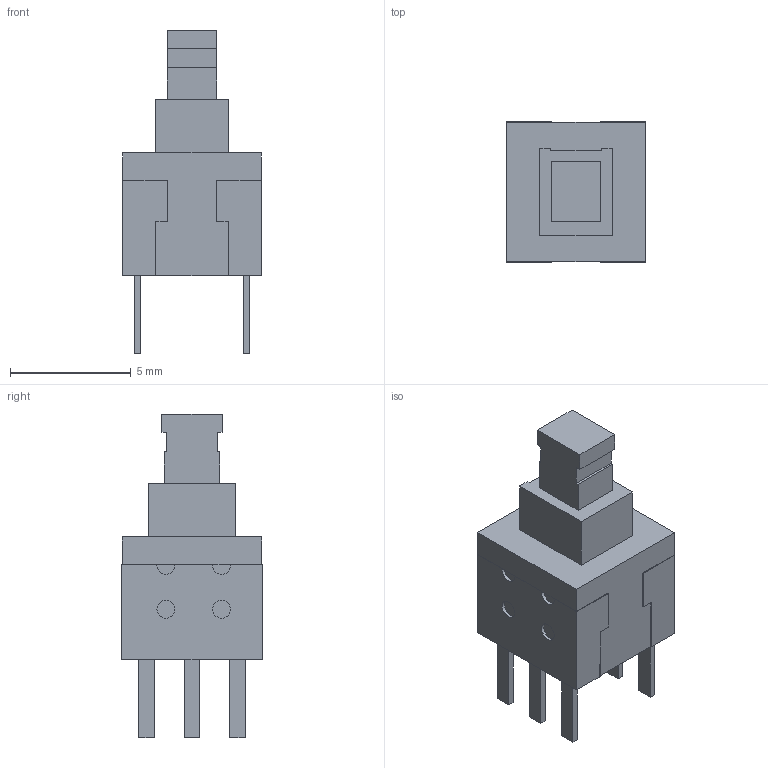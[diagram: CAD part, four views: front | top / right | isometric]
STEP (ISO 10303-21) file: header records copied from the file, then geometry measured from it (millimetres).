
FILE_DESCRIPTION(/* description */ ('Unknown'),/* implementation_level */ '2;1');
FILE_NAME(/* name */ 'Tactal Toggle Button (6 x 6 x 10mm) - Latching',/* time_stamp */ '2018-10-30T15:36:37-04:00',/* author */ ('Unknown'),/* organization */ ('Unknown'),/* preprocessor_version */ 'ST-DEVELOPER v16.7',/* originating_system */ 'DEX',/* authorisation */ $);
FILE_SCHEMA (('AUTOMOTIVE_DESIGN {1 0 10303 214 3 1 1}'));
Length unit declared in the file: millimetre
Products named in the file (1): Tactal Toggle Button (6 x 6 x 10mm) - Latching
Bounding box: 5.74 x 5.82 x 13.39 mm (x, y, z)
Volume: 205.5 mm3; surface area: 362.2 mm2
Topology: 1 solids, 21 shells, 274 faces, 652 edges, 432 vertices
Faces by surface type: plane 227, bspline 39, cylinder 8
Full cylindrical faces by diameter (mm): 0.737 x4
Entity records: 11059 total; most frequent: CARTESIAN_POINT 3418, ORIENTED_EDGE 1288, DIRECTION 868, EDGE_CURVE 644, VERTEX_POINT 432, LINE 364, VECTOR 364, EDGE_LOOP 306
